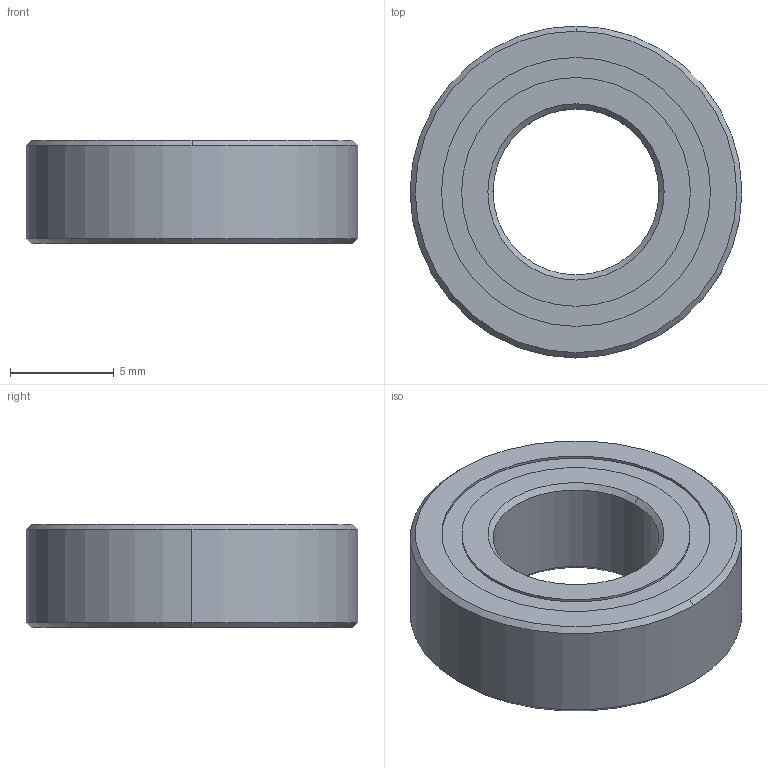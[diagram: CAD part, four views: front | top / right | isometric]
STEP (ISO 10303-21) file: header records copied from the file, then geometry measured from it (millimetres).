
FILE_DESCRIPTION (( 'STEP AP214' ), '1' );
FILE_NAME ('WCP-1735 Rev1.step', '2024-10-21T02:47:04', ( '' ), ( '' ), 'SwSTEP 2.0', 'SolidWorks 2022', '' );
FILE_SCHEMA (( 'AUTOMOTIVE_DESIGN' ));
Length unit declared in the file: inch
Products named in the file (1): WCP-1735 Rev1
Bounding box: 16 x 16 x 5 mm (x, y, z)
Volume: 740.2 mm3; surface area: 675.3 mm2
Topology: 1 solids, 1 shells, 26 faces, 54 edges, 34 vertices
Faces by surface type: cylinder 12, cone 8, plane 6
Entity records: 748 total; most frequent: DIRECTION 142, CARTESIAN_POINT 115, ORIENTED_EDGE 108, AXIS2_PLACEMENT_3D 61, EDGE_CURVE 54, CIRCLE 34, VERTEX_POINT 34, EDGE_LOOP 32
